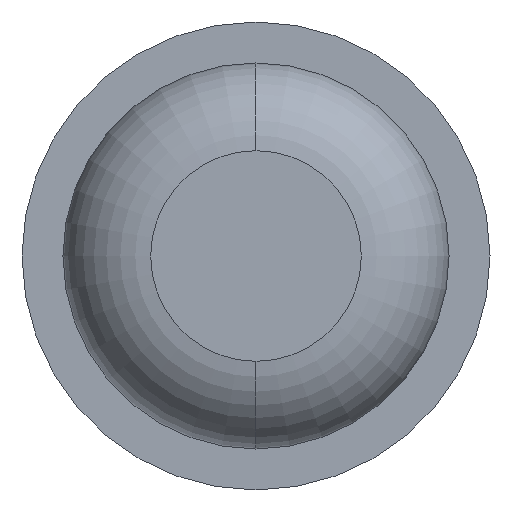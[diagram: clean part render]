
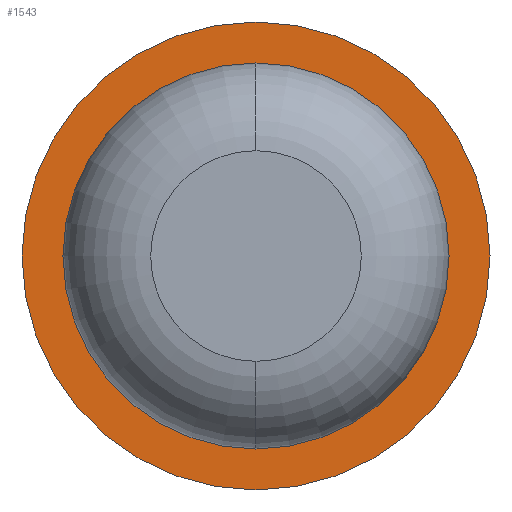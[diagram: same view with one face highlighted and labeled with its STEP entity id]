
A CAD part, front view. The second image highlights one B-rep face of the part: STEP entity #1543.
In plain terms, the highlighted planar face has unit normal (0, -1, 0).
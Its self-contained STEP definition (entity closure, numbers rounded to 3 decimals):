
#157 = CARTESIAN_POINT ( 'NONE',  ( 0., -9., 0. ) ) ;
#197 = DIRECTION ( 'NONE',  ( 0., 1., 0. ) ) ;
#275 = PLANE ( 'NONE',  #1595 ) ;
#525 = DIRECTION ( 'NONE',  ( -1., 0., 0. ) ) ;
#587 = VERTEX_POINT ( 'NONE', #710 ) ;
#635 = CARTESIAN_POINT ( 'NONE',  ( 0., -9., 0. ) ) ;
#710 = CARTESIAN_POINT ( 'NONE',  ( 0., -9., 0.825 ) ) ;
#735 = ORIENTED_EDGE ( 'NONE', *, *, #2380, .T. ) ;
#823 = CARTESIAN_POINT ( 'NONE',  ( 0., -9., 0. ) ) ;
#829 = CARTESIAN_POINT ( 'NONE',  ( 0., -9., -0.825 ) ) ;
#871 = AXIS2_PLACEMENT_3D ( 'NONE', #635, #2999, #2395 ) ;
#961 = VERTEX_POINT ( 'NONE', #3326 ) ;
#1046 = ORIENTED_EDGE ( 'NONE', *, *, #1604, .F. ) ;
#1178 = CIRCLE ( 'NONE', #871, 0.825 ) ;
#1400 = ORIENTED_EDGE ( 'NONE', *, *, #1804, .T. ) ;
#1543 = ADVANCED_FACE ( 'Defeature ausgef�hrt1_4', ( #3692, #1937 ), #275, .F. ) ;
#1595 = AXIS2_PLACEMENT_3D ( 'NONE', #2314, #3854, #525 ) ;
#1604 = EDGE_CURVE ( 'Defeature ausgef�hrt1_5+Defeature ausgef�hrt1_4+Defeature ausgef�hrt1_4+Defeature ausgef�hrt1_4', #2138, #961, #3379, .T. ) ;
#1625 = DIRECTION ( 'NONE',  ( 0., 1., 0. ) ) ;
#1637 = CARTESIAN_POINT ( 'NONE',  ( 0., -9., 0. ) ) ;
#1754 = EDGE_LOOP ( 'NONE', ( #1046, #3628 ) ) ;
#1804 = EDGE_CURVE ( 'Defeature ausgef�hrt1_4+Defeature ausgef�hrt1_0+Defeature ausgef�hrt1_0+Defeature ausgef�hrt1_0', #587, #2688, #1178, .T. ) ;
#1890 = CIRCLE ( 'NONE', #1924, 1. ) ;
#1924 = AXIS2_PLACEMENT_3D ( 'NONE', #823, #2592, #3811 ) ;
#1937 = FACE_BOUND ( 'NONE', #2531, .T. ) ;
#1990 = CIRCLE ( 'NONE', #3836, 0.825 ) ;
#2138 = VERTEX_POINT ( 'NONE', #2653 ) ;
#2314 = CARTESIAN_POINT ( 'NONE',  ( 0.825, -9., 0. ) ) ;
#2380 = EDGE_CURVE ( 'Defeature ausgef�hrt1_4+Defeature ausgef�hrt1_0+Defeature ausgef�hrt1_0+Defeature ausgef�hrt1_0', #2688, #587, #1990, .T. ) ;
#2395 = DIRECTION ( 'NONE',  ( -1., 0., 0. ) ) ;
#2531 = EDGE_LOOP ( 'NONE', ( #1400, #735 ) ) ;
#2592 = DIRECTION ( 'NONE',  ( 0., 1., 0. ) ) ;
#2653 = CARTESIAN_POINT ( 'NONE',  ( -1., -9., 0. ) ) ;
#2688 = VERTEX_POINT ( 'NONE', #829 ) ;
#2872 = DIRECTION ( 'NONE',  ( -1., 0., 0. ) ) ;
#2999 = DIRECTION ( 'NONE',  ( 0., 1., 0. ) ) ;
#3288 = AXIS2_PLACEMENT_3D ( 'NONE', #157, #197, #2872 ) ;
#3326 = CARTESIAN_POINT ( 'NONE',  ( 1., -9., 0. ) ) ;
#3379 = CIRCLE ( 'NONE', #3288, 1. ) ;
#3517 = EDGE_CURVE ( 'Defeature ausgef�hrt1_5+Defeature ausgef�hrt1_4+Defeature ausgef�hrt1_4+Defeature ausgef�hrt1_4', #961, #2138, #1890, .T. ) ;
#3628 = ORIENTED_EDGE ( 'NONE', *, *, #3517, .F. ) ;
#3692 = FACE_OUTER_BOUND ( 'NONE', #1754, .T. ) ;
#3730 = DIRECTION ( 'NONE',  ( -1., 0., 0. ) ) ;
#3811 = DIRECTION ( 'NONE',  ( -1., 0., 0. ) ) ;
#3836 = AXIS2_PLACEMENT_3D ( 'NONE', #1637, #1625, #3730 ) ;
#3854 = DIRECTION ( 'NONE',  ( 0., 1., 0. ) ) ;
